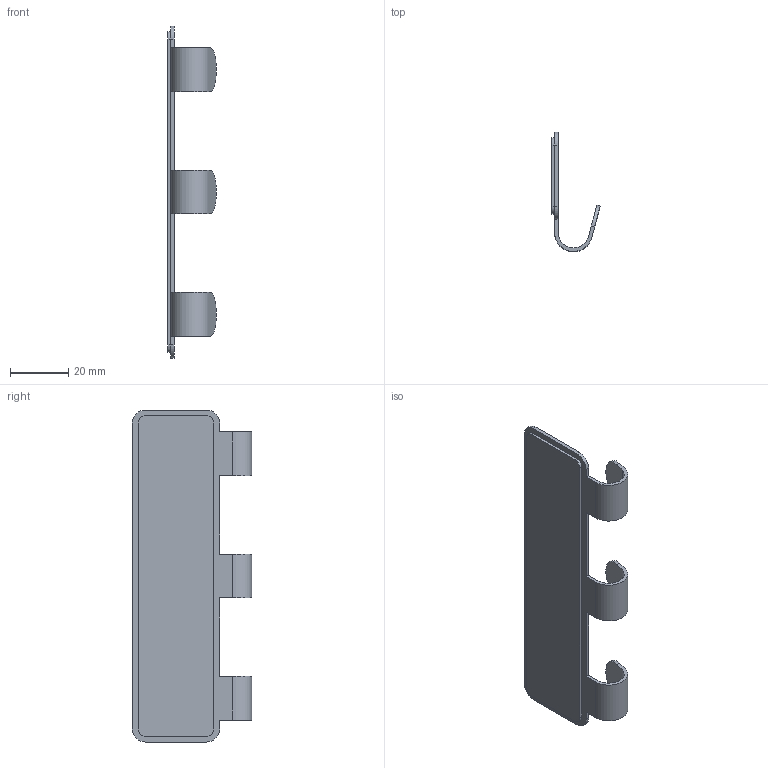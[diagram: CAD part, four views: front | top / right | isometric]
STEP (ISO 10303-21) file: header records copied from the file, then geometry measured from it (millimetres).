
FILE_DESCRIPTION(('Creo Elements/Direct Modeling STEP Export'),'2;1');
FILE_NAME('2178-114.stp','2023-04-07T 7:57:35',(''),(''),'Creo Elements/Direct Modeling STEP processor for AP214 (Solid Model)','Creo Elements/Direct Modeling 20.0 12-Nov-2016 (C) Parametric Technology GmbH','');
FILE_SCHEMA(('AUTOMOTIVE_DESIGN { 1 0 10303 214 1 1 1 1 }'));
Length unit declared in the file: millimetre
Products named in the file (3): Klebeband.2; Haken; FE-9186
Assembly tree (2 placements, depth 2):
  FE-9186
    Haken
    Klebeband.2
Bounding box: 16.67 x 40.99 x 114 mm (x, y, z)
Volume: 8614.8 mm3; surface area: 16125.6 mm2
Topology: 2 solids, 2 shells, 47 faces, 129 edges, 86 vertices
Faces by surface type: plane 27, cylinder 20
Entity records: 1578 total; most frequent: DIRECTION 269, CARTESIAN_POINT 265, ORIENTED_EDGE 258, EDGE_CURVE 129, AXIS2_PLACEMENT_3D 90, VECTOR 89, LINE 89, VERTEX_POINT 86
